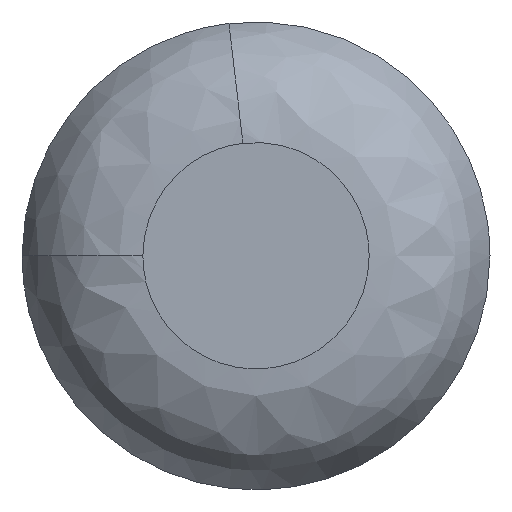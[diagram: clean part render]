
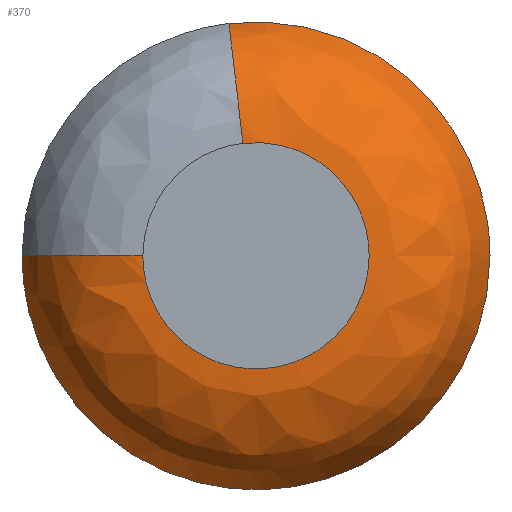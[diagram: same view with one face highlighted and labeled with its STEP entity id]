
A CAD part, top view. The second image highlights one B-rep face of the part: STEP entity #370.
In plain terms, the highlighted free-form (B-spline) face has degree [2, 2] with [5, 9] control points.
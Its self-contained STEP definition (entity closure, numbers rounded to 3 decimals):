
#213=CARTESIAN_POINT('',(-0.436,3.753,-0.127));
#214=CARTESIAN_POINT('',(-0.408,3.509,1.168));
#215=CARTESIAN_POINT('',(-0.259,2.23,1.453));
#216=CARTESIAN_POINT('',(-0.227,1.954,1.514));
#217=CARTESIAN_POINT('',(-0.194,1.672,1.496));
#218=CARTESIAN_POINT('',(-0.219,3.778,-0.127));
#219=CARTESIAN_POINT('',(-0.205,3.532,1.168));
#220=CARTESIAN_POINT('',(-0.13,2.245,1.453));
#221=CARTESIAN_POINT('',(-0.114,1.967,1.514));
#222=CARTESIAN_POINT('',(-0.097,1.683,1.496));
#223=CARTESIAN_POINT('',(0.0,3.778,-0.127));
#224=CARTESIAN_POINT('',(0.0,3.532,1.168));
#225=CARTESIAN_POINT('',(0.0,2.245,1.453));
#226=CARTESIAN_POINT('',(0.0,1.967,1.514));
#227=CARTESIAN_POINT('',(0.0,1.683,1.496));
#228=CARTESIAN_POINT('',(3.778,3.778,-0.127));
#229=CARTESIAN_POINT('',(3.532,3.532,1.168));
#230=CARTESIAN_POINT('',(2.245,2.245,1.453));
#231=CARTESIAN_POINT('',(1.967,1.967,1.514));
#232=CARTESIAN_POINT('',(1.683,1.683,1.496));
#233=CARTESIAN_POINT('',(3.778,0.0,-0.127));
#234=CARTESIAN_POINT('',(3.532,0.0,1.168));
#235=CARTESIAN_POINT('',(2.245,0.0,1.453));
#236=CARTESIAN_POINT('',(1.967,0.0,1.514));
#237=CARTESIAN_POINT('',(1.683,0.0,1.496));
#238=CARTESIAN_POINT('',(3.778,-3.778,-0.127));
#239=CARTESIAN_POINT('',(3.532,-3.532,1.168));
#240=CARTESIAN_POINT('',(2.245,-2.245,1.453));
#241=CARTESIAN_POINT('',(1.967,-1.967,1.514));
#242=CARTESIAN_POINT('',(1.683,-1.683,1.496));
#243=CARTESIAN_POINT('',(0.0,-3.778,-0.127));
#244=CARTESIAN_POINT('',(0.0,-3.532,1.168));
#245=CARTESIAN_POINT('',(0.0,-2.245,1.453));
#246=CARTESIAN_POINT('',(0.0,-1.967,1.514));
#247=CARTESIAN_POINT('',(0.0,-1.683,1.496));
#248=CARTESIAN_POINT('',(-3.778,-3.778,-0.127));
#249=CARTESIAN_POINT('',(-3.532,-3.532,1.168));
#250=CARTESIAN_POINT('',(-2.245,-2.245,1.453));
#251=CARTESIAN_POINT('',(-1.967,-1.967,1.514));
#252=CARTESIAN_POINT('',(-1.683,-1.683,1.496));
#253=CARTESIAN_POINT('',(-3.778,0.0,-0.127));
#254=CARTESIAN_POINT('',(-3.532,0.0,1.168));
#255=CARTESIAN_POINT('',(-2.245,0.0,1.453));
#256=CARTESIAN_POINT('',(-1.967,0.0,1.514));
#257=CARTESIAN_POINT('',(-1.683,0.0,1.496));
#265=(BOUNDED_SURFACE()B_SPLINE_SURFACE(2,2,((#213,#218,#223,#228,#233,#238,#243,#248,#253),(#214,#219,#224,#229,#234,#239,#244,#249,#254),(#215,#220,#225,#230,#235,#240,#245,#250,#255),(#216,#221,#226,#231,#236,#241,#246,#251,#256),(#217,#222,#227,#232,#237,#242,#247,#252,#257)),.UNSPECIFIED.,.F.,.F.,.U.)B_SPLINE_SURFACE_WITH_KNOTS((3,2,3),(3,2,2,2,3),(0.0,2.399,3.007),(0.0,0.501,6.761,13.021,19.281),.UNSPECIFIED.)GEOMETRIC_REPRESENTATION_ITEM()RATIONAL_B_SPLINE_SURFACE(((0.904,0.923,0.945,0.668,0.945,0.668,0.945,0.668,0.945),(0.777,0.793,0.812,0.574,0.812,0.574,0.812,0.574,0.812),(0.957,0.977,1.0,0.707,1.0,0.707,1.0,0.707,1.0),(0.911,0.93,0.952,0.673,0.952,0.673,0.952,0.673,0.952),(0.885,0.904,0.925,0.654,0.925,0.654,0.925,0.654,0.925)))REPRESENTATION_ITEM('')SURFACE());
#266=CARTESIAN_POINT('',(-0.209,1.801,1.5));
#267=VERTEX_POINT('',#266);
#268=CARTESIAN_POINT('',(1.814,0.0,1.5));
#269=VERTEX_POINT('',#268);
#270=CARTESIAN_POINT('',(-0.209,1.801,1.5));
#271=CARTESIAN_POINT('',(-0.105,1.814,1.5));
#272=CARTESIAN_POINT('',(0.0,1.814,1.5));
#273=CARTESIAN_POINT('',(1.814,1.814,1.5));
#274=CARTESIAN_POINT('',(1.814,0.0,1.5));
#282=(BOUNDED_CURVE()B_SPLINE_CURVE(2,(#270,#271,#272,#273,#274),.UNSPECIFIED.,.F.,.U.)B_SPLINE_CURVE_WITH_KNOTS((3,2,3),(0.23,0.25,0.5),.UNSPECIFIED.)CURVE()GEOMETRIC_REPRESENTATION_ITEM()RATIONAL_B_SPLINE_CURVE((0.957,0.977,1.0,0.707,1.0))REPRESENTATION_ITEM(''));
#283=EDGE_CURVE('',#267,#269,#282,.T.);
#284=ORIENTED_EDGE('',*,*,#283,.T.);
#285=CARTESIAN_POINT('',(-1.814,0.0,1.5));
#286=VERTEX_POINT('',#285);
#287=CARTESIAN_POINT('',(1.814,0.0,1.5));
#288=CARTESIAN_POINT('',(1.814,-1.814,1.5));
#289=CARTESIAN_POINT('',(0.,-1.814,1.5));
#290=CARTESIAN_POINT('',(-1.814,-1.814,1.5));
#291=CARTESIAN_POINT('',(-1.814,0.0,1.5));
#299=(BOUNDED_CURVE()B_SPLINE_CURVE(2,(#287,#288,#289,#290,#291),.UNSPECIFIED.,.F.,.U.)B_SPLINE_CURVE_WITH_KNOTS((3,2,3),(0.5,0.75,1.0),.UNSPECIFIED.)CURVE()GEOMETRIC_REPRESENTATION_ITEM()RATIONAL_B_SPLINE_CURVE((1.0,0.707,1.0,0.707,1.0))REPRESENTATION_ITEM(''));
#300=EDGE_CURVE('',#269,#286,#299,.T.);
#301=ORIENTED_EDGE('',*,*,#300,.T.);
#302=CARTESIAN_POINT('',(-3.75,0.0,0.));
#303=VERTEX_POINT('',#302);
#304=CARTESIAN_POINT('',(-3.75,0.0,0.));
#305=CARTESIAN_POINT('',(-3.443,0.0,1.188));
#306=CARTESIAN_POINT('',(-2.245,0.0,1.453));
#307=CARTESIAN_POINT('',(-2.032,0.0,1.5));
#308=CARTESIAN_POINT('',(-1.814,0.0,1.5));
#316=(BOUNDED_CURVE()B_SPLINE_CURVE(2,(#304,#305,#306,#307,#308),.UNSPECIFIED.,.F.,.U.)B_SPLINE_CURVE_WITH_KNOTS((3,2,3),(0.549,0.75,0.792),.UNSPECIFIED.)CURVE()GEOMETRIC_REPRESENTATION_ITEM()RATIONAL_B_SPLINE_CURVE((0.931,0.822,1.0,0.963,0.938))REPRESENTATION_ITEM(''));
#317=EDGE_CURVE('',#303,#286,#316,.T.);
#318=ORIENTED_EDGE('',*,*,#317,.F.);
#319=CARTESIAN_POINT('',(3.75,0.0,0.));
#320=VERTEX_POINT('',#319);
#321=CARTESIAN_POINT('',(3.75,0.0,0.));
#322=CARTESIAN_POINT('',(3.75,-3.75,0.));
#323=CARTESIAN_POINT('',(0.,-3.75,0.));
#324=CARTESIAN_POINT('',(-3.75,-3.75,0.));
#325=CARTESIAN_POINT('',(-3.75,0.0,0.));
#333=(BOUNDED_CURVE()B_SPLINE_CURVE(2,(#321,#322,#323,#324,#325),.UNSPECIFIED.,.F.,.U.)B_SPLINE_CURVE_WITH_KNOTS((3,2,3),(0.5,0.75,1.0),.UNSPECIFIED.)CURVE()GEOMETRIC_REPRESENTATION_ITEM()RATIONAL_B_SPLINE_CURVE((1.0,0.707,1.0,0.707,1.0))REPRESENTATION_ITEM(''));
#334=EDGE_CURVE('',#320,#303,#333,.T.);
#335=ORIENTED_EDGE('',*,*,#334,.F.);
#336=CARTESIAN_POINT('',(-0.433,3.725,0.));
#337=VERTEX_POINT('',#336);
#338=CARTESIAN_POINT('',(-0.433,3.725,0.));
#339=CARTESIAN_POINT('',(-0.217,3.75,0.));
#340=CARTESIAN_POINT('',(0.0,3.75,0.));
#341=CARTESIAN_POINT('',(3.75,3.75,0.));
#342=CARTESIAN_POINT('',(3.75,0.0,0.));
#350=(BOUNDED_CURVE()B_SPLINE_CURVE(2,(#338,#339,#340,#341,#342),.UNSPECIFIED.,.F.,.U.)B_SPLINE_CURVE_WITH_KNOTS((3,2,3),(0.23,0.25,0.5),.UNSPECIFIED.)CURVE()GEOMETRIC_REPRESENTATION_ITEM()RATIONAL_B_SPLINE_CURVE((0.957,0.977,1.0,0.707,1.0))REPRESENTATION_ITEM(''));
#351=EDGE_CURVE('',#337,#320,#350,.T.);
#352=ORIENTED_EDGE('',*,*,#351,.F.);
#353=CARTESIAN_POINT('',(-0.433,3.725,0.));
#354=CARTESIAN_POINT('',(-0.398,3.42,1.188));
#355=CARTESIAN_POINT('',(-0.259,2.23,1.453));
#356=CARTESIAN_POINT('',(-0.235,2.018,1.5));
#357=CARTESIAN_POINT('',(-0.209,1.801,1.5));
#365=(BOUNDED_CURVE()B_SPLINE_CURVE(2,(#353,#354,#355,#356,#357),.UNSPECIFIED.,.F.,.U.)B_SPLINE_CURVE_WITH_KNOTS((3,2,3),(0.549,0.75,0.792),.UNSPECIFIED.)CURVE()GEOMETRIC_REPRESENTATION_ITEM()RATIONAL_B_SPLINE_CURVE((0.891,0.787,0.957,0.921,0.898))REPRESENTATION_ITEM(''));
#366=EDGE_CURVE('',#337,#267,#365,.T.);
#367=ORIENTED_EDGE('',*,*,#366,.T.);
#368=EDGE_LOOP('',(#284,#301,#318,#335,#352,#367));
#369=FACE_OUTER_BOUND('',#368,.T.);
#370=ADVANCED_FACE('',(#369),#265,.T.);
